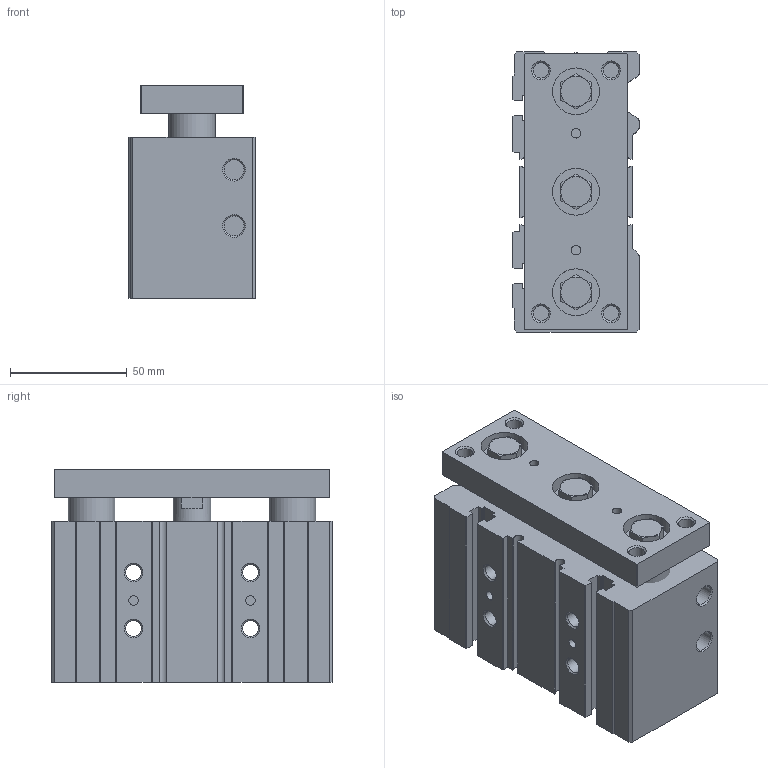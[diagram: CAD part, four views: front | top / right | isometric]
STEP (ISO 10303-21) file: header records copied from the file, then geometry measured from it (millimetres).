
FILE_DESCRIPTION( ( 'STEP AP203' ), '1' );
FILE_NAME( 'SGM40x25-S()(0-0).stp', '2021-10-12T02:29:58', ( 'License CC BY-ND 4.0' ), ( 'CADENAS' ), ' ', 'PARTsolutions', ' ' );
FILE_SCHEMA( ( 'CONFIG_CONTROL_DESIGN' ) );
Length unit declared in the file: millimetre
Products named in the file (4): SGM40x25-S()(0-0); _SGM40x25-M(dummy-0) 0; _SGM40x25-M(-0body); _SGM40x25-M(-0)_ROD
Assembly tree (3 placements, depth 2):
  SGM40x25-S()(0-0)
    _SGM40x25-M(dummy-0) 0
    _SGM40x25-M(-0body)
    _SGM40x25-M(-0)_ROD
Bounding box: 54 x 120 x 91 mm (x, y, z)
Volume: 446609.7 mm3; surface area: 98445.8 mm2
Topology: 2 solids, 2 shells, 301 faces, 730 edges, 467 vertices
Faces by surface type: plane 150, cylinder 93, cone 58
Full cylindrical faces by diameter (mm): 4 x6, 6.647 x12, 6.9 x4, 8.566 x4, 11 x4, 13.333 x2, 16 x2, 20 x5, 26 x2, 40 x3
Entity records: 8710 total; most frequent: CARTESIAN_POINT 1745, DIRECTION 1428, ORIENTED_EDGE 1314, EDGE_CURVE 657, AXIS2_PLACEMENT_3D 556, VERTEX_POINT 459, EDGE_LOOP 420, FACE_OUTER_BOUND 345
